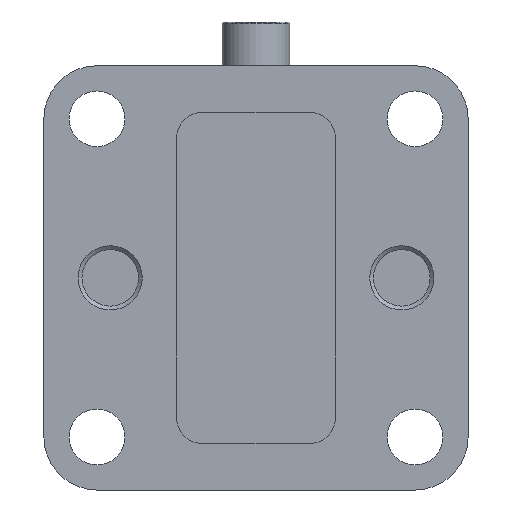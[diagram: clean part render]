
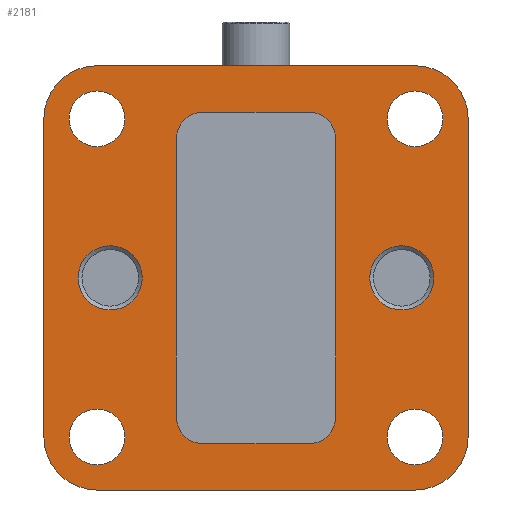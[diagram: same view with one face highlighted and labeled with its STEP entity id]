
A CAD part, front view. The second image highlights one B-rep face of the part: STEP entity #2181.
In plain terms, the highlighted planar face has unit normal (0, -1, 0).
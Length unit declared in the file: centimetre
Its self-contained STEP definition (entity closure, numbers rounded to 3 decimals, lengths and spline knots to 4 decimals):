
#124=LINE('',#3494,#300);
#125=LINE('',#3498,#301);
#126=LINE('',#3502,#302);
#127=LINE('',#3505,#303);
#128=LINE('',#3507,#304);
#129=LINE('',#3511,#305);
#130=LINE('',#3515,#306);
#131=LINE('',#3518,#307);
#300=VECTOR('',#2875,2.4);
#301=VECTOR('',#2878,2.4);
#302=VECTOR('',#2881,2.4);
#303=VECTOR('',#2884,2.4);
#304=VECTOR('',#2885,0.8);
#305=VECTOR('',#2888,2.1);
#306=VECTOR('',#2891,0.8);
#307=VECTOR('',#2894,2.1);
#404=PLANE('',#2379);
#447=FACE_BOUND('',#673,.T.);
#448=FACE_BOUND('',#674,.T.);
#449=FACE_BOUND('',#675,.T.);
#450=FACE_BOUND('',#676,.T.);
#451=FACE_BOUND('',#677,.T.);
#452=FACE_BOUND('',#678,.T.);
#453=FACE_BOUND('',#679,.T.);
#542=FACE_OUTER_BOUND('',#672,.T.);
#672=EDGE_LOOP('',(#1643,#1644,#1645,#1646,#1647,#1648,#1649,#1650));
#673=EDGE_LOOP('',(#1651,#1652,#1653,#1654,#1655,#1656,#1657,#1658));
#674=EDGE_LOOP('',(#1659));
#675=EDGE_LOOP('',(#1660));
#676=EDGE_LOOP('',(#1661));
#677=EDGE_LOOP('',(#1662));
#678=EDGE_LOOP('',(#1663));
#679=EDGE_LOOP('',(#1664));
#807=CIRCLE('',#2377,0.2);
#809=CIRCLE('',#2380,0.4);
#810=CIRCLE('',#2381,0.4);
#811=CIRCLE('',#2382,0.4);
#812=CIRCLE('',#2383,0.4);
#813=CIRCLE('',#2384,0.2);
#814=CIRCLE('',#2385,0.2);
#815=CIRCLE('',#2386,0.2);
#816=CIRCLE('',#2387,0.242);
#817=CIRCLE('',#2388,0.21);
#818=CIRCLE('',#2389,0.21);
#819=CIRCLE('',#2390,0.21);
#820=CIRCLE('',#2391,0.21);
#821=CIRCLE('',#2392,0.242);
#950=VERTEX_POINT('',#3481);
#951=VERTEX_POINT('',#3482);
#954=VERTEX_POINT('',#3490);
#955=VERTEX_POINT('',#3491);
#956=VERTEX_POINT('',#3493);
#957=VERTEX_POINT('',#3495);
#958=VERTEX_POINT('',#3497);
#959=VERTEX_POINT('',#3499);
#960=VERTEX_POINT('',#3501);
#961=VERTEX_POINT('',#3503);
#962=VERTEX_POINT('',#3506);
#963=VERTEX_POINT('',#3508);
#964=VERTEX_POINT('',#3510);
#965=VERTEX_POINT('',#3512);
#966=VERTEX_POINT('',#3514);
#967=VERTEX_POINT('',#3516);
#968=VERTEX_POINT('',#3519);
#969=VERTEX_POINT('',#3521);
#970=VERTEX_POINT('',#3523);
#971=VERTEX_POINT('',#3525);
#972=VERTEX_POINT('',#3527);
#973=VERTEX_POINT('',#3529);
#1205=EDGE_CURVE('',#950,#951,#807,.T.);
#1209=EDGE_CURVE('',#954,#955,#809,.T.);
#1210=EDGE_CURVE('',#955,#956,#124,.T.);
#1211=EDGE_CURVE('',#956,#957,#810,.T.);
#1212=EDGE_CURVE('',#957,#958,#125,.T.);
#1213=EDGE_CURVE('',#958,#959,#811,.T.);
#1214=EDGE_CURVE('',#959,#960,#126,.T.);
#1215=EDGE_CURVE('',#960,#961,#812,.T.);
#1216=EDGE_CURVE('',#961,#954,#127,.T.);
#1217=EDGE_CURVE('',#962,#951,#128,.T.);
#1218=EDGE_CURVE('',#962,#963,#813,.T.);
#1219=EDGE_CURVE('',#964,#963,#129,.T.);
#1220=EDGE_CURVE('',#964,#965,#814,.T.);
#1221=EDGE_CURVE('',#966,#965,#130,.T.);
#1222=EDGE_CURVE('',#966,#967,#815,.T.);
#1223=EDGE_CURVE('',#950,#967,#131,.T.);
#1224=EDGE_CURVE('',#968,#968,#816,.T.);
#1225=EDGE_CURVE('',#969,#969,#817,.T.);
#1226=EDGE_CURVE('',#970,#970,#818,.T.);
#1227=EDGE_CURVE('',#971,#971,#819,.T.);
#1228=EDGE_CURVE('',#972,#972,#820,.T.);
#1229=EDGE_CURVE('',#973,#973,#821,.T.);
#1643=ORIENTED_EDGE('',*,*,#1209,.T.);
#1644=ORIENTED_EDGE('',*,*,#1210,.T.);
#1645=ORIENTED_EDGE('',*,*,#1211,.T.);
#1646=ORIENTED_EDGE('',*,*,#1212,.T.);
#1647=ORIENTED_EDGE('',*,*,#1213,.T.);
#1648=ORIENTED_EDGE('',*,*,#1214,.T.);
#1649=ORIENTED_EDGE('',*,*,#1215,.T.);
#1650=ORIENTED_EDGE('',*,*,#1216,.T.);
#1651=ORIENTED_EDGE('',*,*,#1205,.T.);
#1652=ORIENTED_EDGE('',*,*,#1217,.F.);
#1653=ORIENTED_EDGE('',*,*,#1218,.T.);
#1654=ORIENTED_EDGE('',*,*,#1219,.F.);
#1655=ORIENTED_EDGE('',*,*,#1220,.T.);
#1656=ORIENTED_EDGE('',*,*,#1221,.F.);
#1657=ORIENTED_EDGE('',*,*,#1222,.T.);
#1658=ORIENTED_EDGE('',*,*,#1223,.F.);
#1659=ORIENTED_EDGE('',*,*,#1224,.T.);
#1660=ORIENTED_EDGE('',*,*,#1225,.T.);
#1661=ORIENTED_EDGE('',*,*,#1226,.T.);
#1662=ORIENTED_EDGE('',*,*,#1227,.T.);
#1663=ORIENTED_EDGE('',*,*,#1228,.T.);
#1664=ORIENTED_EDGE('',*,*,#1229,.T.);
#2181=ADVANCED_FACE('',(#542,#447,#448,#449,#450,#451,#452,#453),#404,.F.);
#2377=AXIS2_PLACEMENT_3D('',#3483,#2865,#2866);
#2379=AXIS2_PLACEMENT_3D('',#3489,#2871,#2872);
#2380=AXIS2_PLACEMENT_3D('',#3492,#2873,#2874);
#2381=AXIS2_PLACEMENT_3D('',#3496,#2876,#2877);
#2382=AXIS2_PLACEMENT_3D('',#3500,#2879,#2880);
#2383=AXIS2_PLACEMENT_3D('',#3504,#2882,#2883);
#2384=AXIS2_PLACEMENT_3D('',#3509,#2886,#2887);
#2385=AXIS2_PLACEMENT_3D('',#3513,#2889,#2890);
#2386=AXIS2_PLACEMENT_3D('',#3517,#2892,#2893);
#2387=AXIS2_PLACEMENT_3D('',#3520,#2895,#2896);
#2388=AXIS2_PLACEMENT_3D('',#3522,#2897,#2898);
#2389=AXIS2_PLACEMENT_3D('',#3524,#2899,#2900);
#2390=AXIS2_PLACEMENT_3D('',#3526,#2901,#2902);
#2391=AXIS2_PLACEMENT_3D('',#3528,#2903,#2904);
#2392=AXIS2_PLACEMENT_3D('',#3530,#2905,#2906);
#2865=DIRECTION('center_axis',(0.,1.,0.));
#2866=DIRECTION('ref_axis',(1.,0.,0.));
#2871=DIRECTION('center_axis',(0.,1.,0.));
#2872=DIRECTION('ref_axis',(1.,0.,0.));
#2873=DIRECTION('center_axis',(0.,-1.,0.));
#2874=DIRECTION('ref_axis',(0.,0.,1.));
#2875=DIRECTION('',(0.,0.,-1.));
#2876=DIRECTION('center_axis',(0.,-1.,0.));
#2877=DIRECTION('ref_axis',(-1.,0.,0.));
#2878=DIRECTION('',(1.,0.,0.));
#2879=DIRECTION('center_axis',(0.,-1.,0.));
#2880=DIRECTION('ref_axis',(0.,0.,-1.));
#2881=DIRECTION('',(0.,0.,1.));
#2882=DIRECTION('center_axis',(0.,-1.,0.));
#2883=DIRECTION('ref_axis',(1.,0.,0.));
#2884=DIRECTION('',(-1.,0.,0.));
#2885=DIRECTION('',(1.,0.,0.));
#2886=DIRECTION('center_axis',(0.,1.,0.));
#2887=DIRECTION('ref_axis',(0.,0.,-1.));
#2888=DIRECTION('',(0.,0.,-1.));
#2889=DIRECTION('center_axis',(0.,1.,0.));
#2890=DIRECTION('ref_axis',(-1.,0.,0.));
#2891=DIRECTION('',(-1.,0.,0.));
#2892=DIRECTION('center_axis',(0.,1.,0.));
#2893=DIRECTION('ref_axis',(0.,0.,1.));
#2894=DIRECTION('',(0.,0.,1.));
#2895=DIRECTION('center_axis',(0.,1.,0.));
#2896=DIRECTION('ref_axis',(-1.,0.,0.));
#2897=DIRECTION('center_axis',(0.,1.,0.));
#2898=DIRECTION('ref_axis',(1.,0.,0.));
#2899=DIRECTION('center_axis',(0.,1.,0.));
#2900=DIRECTION('ref_axis',(1.,0.,0.));
#2901=DIRECTION('center_axis',(0.,1.,0.));
#2902=DIRECTION('ref_axis',(1.,0.,0.));
#2903=DIRECTION('center_axis',(0.,1.,0.));
#2904=DIRECTION('ref_axis',(1.,0.,0.));
#2905=DIRECTION('center_axis',(0.,1.,0.));
#2906=DIRECTION('ref_axis',(-1.,0.,0.));
#3481=CARTESIAN_POINT('',(2.2,0.,-2.65));
#3482=CARTESIAN_POINT('',(2.,0.,-2.85));
#3483=CARTESIAN_POINT('Origin',(2.,0.,-2.65));
#3489=CARTESIAN_POINT('Origin',(1.6,0.,-1.6));
#3490=CARTESIAN_POINT('',(0.4,0.,0.));
#3491=CARTESIAN_POINT('',(0.,0.,-0.4));
#3492=CARTESIAN_POINT('Origin',(0.4,0.,-0.4));
#3493=CARTESIAN_POINT('',(0.,0.,-2.8));
#3494=CARTESIAN_POINT('',(0.,0.,-0.4));
#3495=CARTESIAN_POINT('',(0.4,0.,-3.2));
#3496=CARTESIAN_POINT('Origin',(0.4,0.,-2.8));
#3497=CARTESIAN_POINT('',(2.8,0.,-3.2));
#3498=CARTESIAN_POINT('',(0.4,0.,-3.2));
#3499=CARTESIAN_POINT('',(3.2,0.,-2.8));
#3500=CARTESIAN_POINT('Origin',(2.8,0.,-2.8));
#3501=CARTESIAN_POINT('',(3.2,0.,-0.4));
#3502=CARTESIAN_POINT('',(3.2,0.,-2.8));
#3503=CARTESIAN_POINT('',(2.8,0.,0.));
#3504=CARTESIAN_POINT('Origin',(2.8,0.,-0.4));
#3505=CARTESIAN_POINT('',(2.8,0.,0.));
#3506=CARTESIAN_POINT('',(1.2,0.,-2.85));
#3507=CARTESIAN_POINT('',(1.2,0.,-2.85));
#3508=CARTESIAN_POINT('',(1.,0.,-2.65));
#3509=CARTESIAN_POINT('Origin',(1.2,0.,-2.65));
#3510=CARTESIAN_POINT('',(1.,0.,-0.55));
#3511=CARTESIAN_POINT('',(1.,0.,-0.55));
#3512=CARTESIAN_POINT('',(1.2,0.,-0.35));
#3513=CARTESIAN_POINT('Origin',(1.2,0.,-0.55));
#3514=CARTESIAN_POINT('',(2.,0.,-0.35));
#3515=CARTESIAN_POINT('',(2.,0.,-0.35));
#3516=CARTESIAN_POINT('',(2.2,0.,-0.55));
#3517=CARTESIAN_POINT('Origin',(2.,0.,-0.55));
#3518=CARTESIAN_POINT('',(2.2,0.,-2.65));
#3519=CARTESIAN_POINT('',(2.458,0.,-1.6));
#3520=CARTESIAN_POINT('Origin',(2.7,0.,-1.6));
#3521=CARTESIAN_POINT('',(0.61,0.,-0.4));
#3522=CARTESIAN_POINT('Origin',(0.4,0.,-0.4));
#3523=CARTESIAN_POINT('',(0.61,0.,-2.8));
#3524=CARTESIAN_POINT('Origin',(0.4,0.,-2.8));
#3525=CARTESIAN_POINT('',(3.01,0.,-2.8));
#3526=CARTESIAN_POINT('Origin',(2.8,0.,-2.8));
#3527=CARTESIAN_POINT('',(3.01,0.,-0.4));
#3528=CARTESIAN_POINT('Origin',(2.8,0.,-0.4));
#3529=CARTESIAN_POINT('',(0.258,0.,-1.6));
#3530=CARTESIAN_POINT('Origin',(0.5,0.,-1.6));
